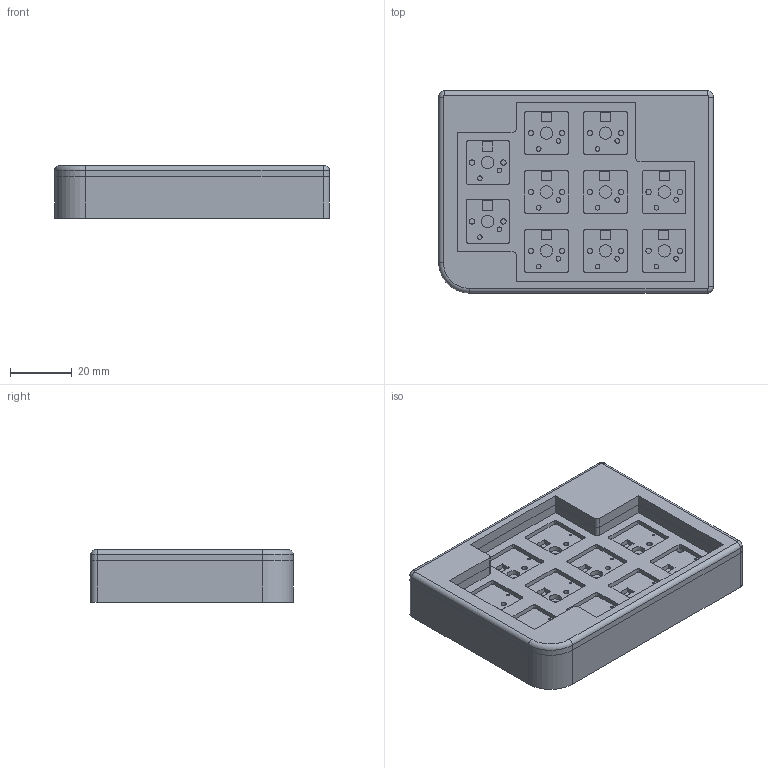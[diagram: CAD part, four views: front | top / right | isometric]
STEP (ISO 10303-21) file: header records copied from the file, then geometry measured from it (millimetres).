
FILE_DESCRIPTION(/* description */ ('STEP AP242','CAx-IF Rec.Pracs.---Representation and Presentation of Product Manufacturing Information (PMI)---4.0---2014-10-13','CAx-IF Rec.Pracs.---3D Tessellated Geometry---0.4---2014-09-14','2;1'),/* implementation_level */ '2;1');
FILE_NAME(/* name */ '67b20f2f776fd400cbd5a017',/* time_stamp */ '2025-02-16T16:15:43Z',/* author */ (''),/* organization */ (''),/* preprocessor_version */ 'ST-DEVELOPER v20',/* originating_system */ 'ONSHAPE BY PTC INC, 1.193',/* authorisation */ ' ');
FILE_SCHEMA (('AP242_MANAGED_MODEL_BASED_3D_ENGINEERING_MIM_LF { 1 0 10303 442 1 1 4 }'));
Length unit declared in the file: metre
Products named in the file (4): PCB; Switch Plate; Case Top; Case Bottom
Bounding box: 88.85 x 65.4 x 17 mm (x, y, z)
Volume: 42129.4 mm3; surface area: 44298.2 mm2
Topology: 4 solids, 4 shells, 284 faces, 811 edges, 538 vertices
Faces by surface type: plane 145, cylinder 135, torus 4
Full cylindrical faces by diameter (mm): 0.8 x20, 1.5 x20, 1.75 x20, 2.2 x3, 4 x10
Entity records: 9440 total; most frequent: DIRECTION 1588, CARTESIAN_POINT 1564, ORIENTED_EDGE 1476, EDGE_CURVE 738, AXIS2_PLACEMENT_3D 562, EDGE_LOOP 550, FACE_BOUND 550, VERTEX_POINT 538
